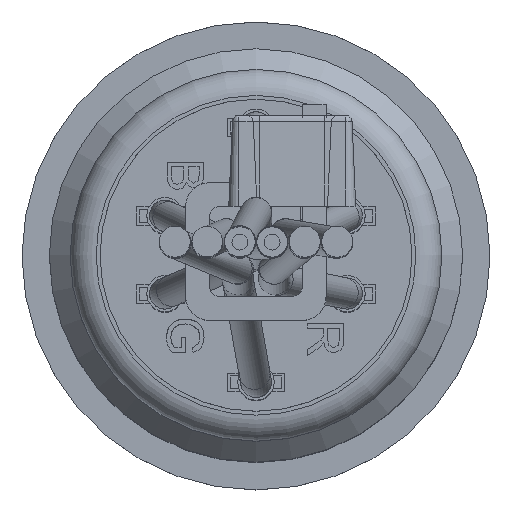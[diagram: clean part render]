
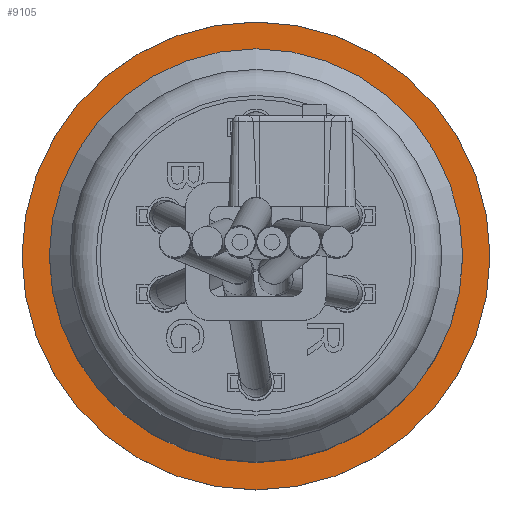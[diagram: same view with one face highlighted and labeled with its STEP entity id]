
A CAD part, top view. The second image highlights one B-rep face of the part: STEP entity #9105.
In plain terms, the highlighted planar face has unit normal (0, 0, 1).
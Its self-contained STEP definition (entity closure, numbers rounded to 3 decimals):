
#275=PLANE('',#9984);
#445=FACE_BOUND('',#1510,.T.);
#963=FACE_OUTER_BOUND('',#1509,.T.);
#1509=EDGE_LOOP('',(#7857));
#1510=EDGE_LOOP('',(#7858));
#2078=CIRCLE('',#9983,9.);
#2079=CIRCLE('',#9985,7.4);
#4294=VERTEX_POINT('',#16495);
#4295=VERTEX_POINT('',#16499);
#5529=EDGE_CURVE('',#4294,#4294,#2078,.T.);
#5530=EDGE_CURVE('',#4295,#4295,#2079,.T.);
#7857=ORIENTED_EDGE('',*,*,#5529,.F.);
#7858=ORIENTED_EDGE('',*,*,#5530,.F.);
#9105=ADVANCED_FACE('',(#963,#445),#275,.F.);
#9983=AXIS2_PLACEMENT_3D('',#16497,#12078,#12079);
#9984=AXIS2_PLACEMENT_3D('',#16498,#12080,#12081);
#9985=AXIS2_PLACEMENT_3D('',#16500,#12082,#12083);
#12078=DIRECTION('center_axis',(0.,0.,
-1.));
#12079=DIRECTION('ref_axis',(0.,1.,0.));
#12080=DIRECTION('center_axis',(0.,0.,
-1.));
#12081=DIRECTION('ref_axis',(1.,0.,0.));
#12082=DIRECTION('center_axis',(0.,0.,
1.));
#12083=DIRECTION('ref_axis',(1.,0.,0.));
#16495=CARTESIAN_POINT('',(0.,-9.,-20.));
#16497=CARTESIAN_POINT('Origin',(0.,0.,
-20.));
#16498=CARTESIAN_POINT('Origin',(0.,0.,
-20.));
#16499=CARTESIAN_POINT('',(-7.4,0.,-20.));
#16500=CARTESIAN_POINT('Origin',(0.,0.,
-20.));
